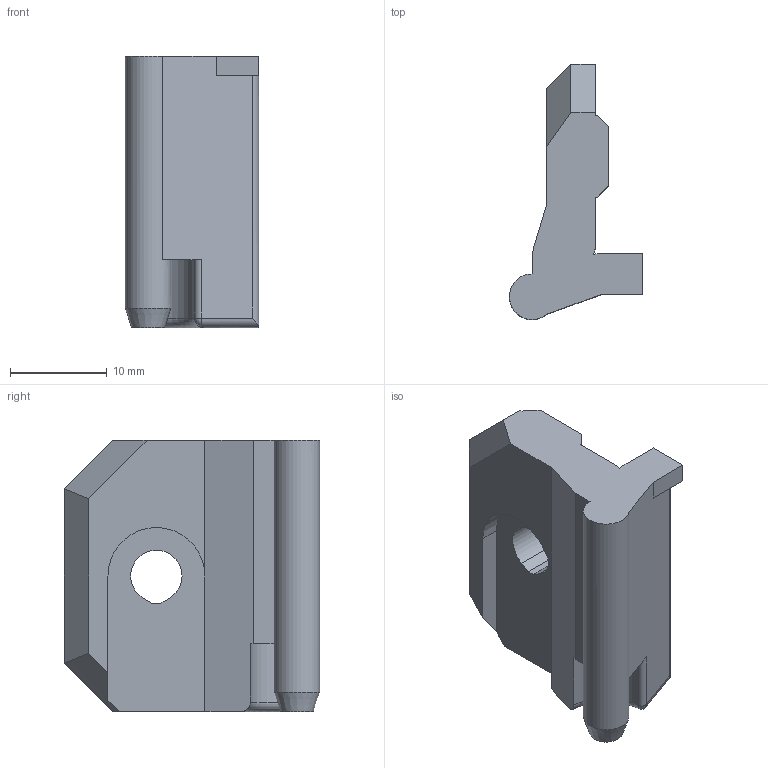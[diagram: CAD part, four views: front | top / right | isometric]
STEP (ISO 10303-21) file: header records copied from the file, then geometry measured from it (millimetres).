
FILE_DESCRIPTION(/* description */ (''),/* implementation_level */ '2;1');
FILE_NAME(/* name */ 'rambo_hinge_upper v1.step',/* time_stamp */ '2020-05-09T15:11:21+09:00',/* author */ (''),/* organization */ (''),/* preprocessor_version */ 'ST-DEVELOPER v18',/* originating_system */ 'Autodesk Translation Framework v8.12.0.6',/* authorisation */ '');
FILE_SCHEMA (('AUTOMOTIVE_DESIGN { 1 0 10303 214 3 1 1 }'));
Length unit declared in the file: millimetre
Products named in the file (2): rambo_hinge_upper; rambo_hinge_upper_1
Assembly tree (1 placements, depth 2):
  rambo_hinge_upper
    rambo_hinge_upper_1
Bounding box: 13.75 x 26.35 x 28 mm (x, y, z)
Volume: 4097.1 mm3; surface area: 2465.4 mm2
Topology: 1 solids, 2 shells, 52 faces, 129 edges, 83 vertices
Faces by surface type: plane 38, cylinder 11, bspline 1, torus 1, cone 1
Full cylindrical faces by diameter (mm): 0.101 x1, 1.5 x3, 4.7 x1
Entity records: 1636 total; most frequent: CARTESIAN_POINT 328, DIRECTION 258, ORIENTED_EDGE 256, EDGE_CURVE 128, LINE 100, VECTOR 100, VERTEX_POINT 83, AXIS2_PLACEMENT_3D 79
